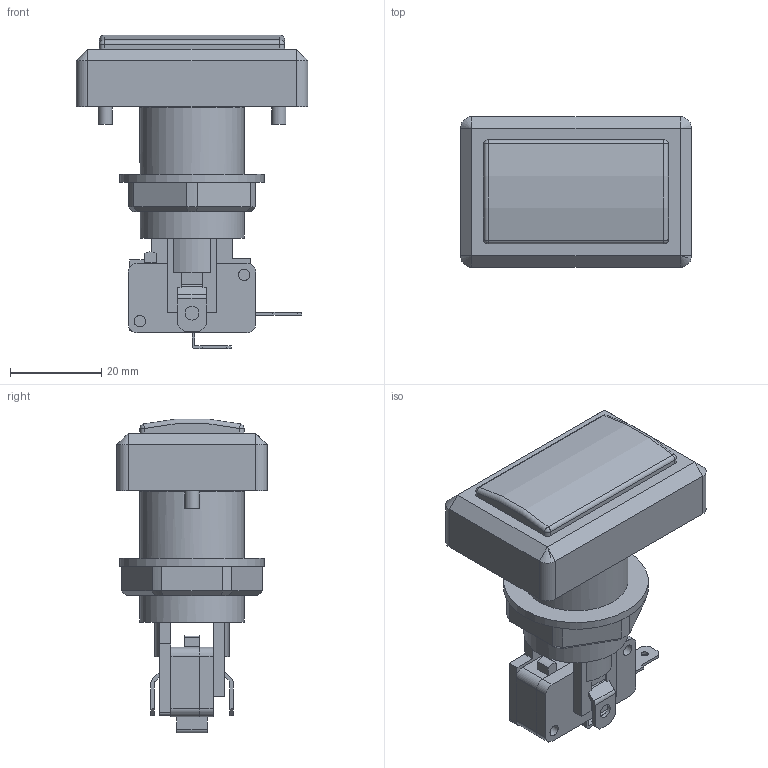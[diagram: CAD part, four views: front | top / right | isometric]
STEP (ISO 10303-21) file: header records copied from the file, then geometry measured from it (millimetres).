
FILE_DESCRIPTION(('FreeCAD Model'),'2;1');
FILE_NAME( 'Credit Button Assy (Groovy).step', '2021-01-05T21:33:56',('Author'),(''), 'Open CASCADE STEP processor 7.3','FreeCAD','Unknown');
FILE_SCHEMA(('AUTOMOTIVE_DESIGN { 1 0 10303 214 1 1 1 1 }'));
Length unit declared in the file: millimetre
Products named in the file (4): Credit_Button_(Groovy); Button; Nut; Switch
Assembly tree (3 placements, depth 2):
  Credit_Button_(Groovy)
    Button
    Nut
    Switch
Bounding box: 50.8 x 33.02 x 68.87 mm (x, y, z)
Volume: 42466.1 mm3; surface area: 14460.3 mm2
Topology: 8 solids, 8 shells, 205 faces, 2649 edges, 10802 vertices
Faces by surface type: plane 133, cylinder 56, cone 10, sphere 4, torus 2
Full cylindrical faces by diameter (mm): 1.524 x2, 2.54 x4, 3.048 x2, 3.175 x2, 22.86 x3, 31.75 x1
Entity records: 38941 total; most frequent: CARTESIAN_POINT 15676, DIRECTION 4729, LINE 2698, VECTOR 2698, GEOMETRIC_CURVE_SET 2119, TRIMMED_CURVE 2108, ORIENTED_EDGE 1050, PCURVE 1050
